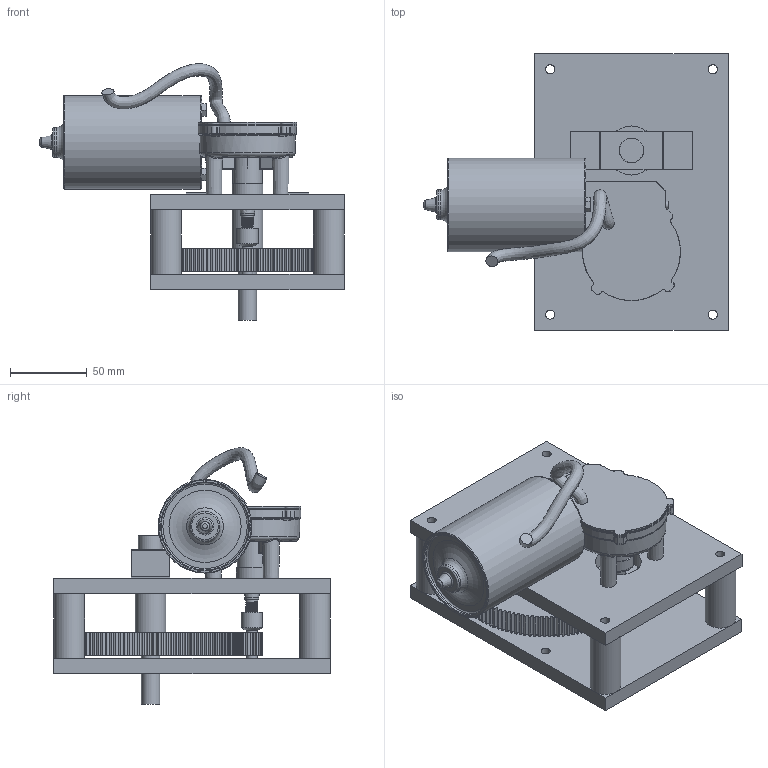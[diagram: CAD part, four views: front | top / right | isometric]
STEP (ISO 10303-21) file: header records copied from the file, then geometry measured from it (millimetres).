
FILE_DESCRIPTION(/* description */ (''),/* implementation_level */ '2;1');
FILE_NAME(/* name */ 'Ferdig girboksSTP.stp',/* time_stamp */ '2015-04-08T10:51:06+02:00',/* author */ (''),/* organization */ (''),/* preprocessor_version */ 'ST-DEVELOPER v15',/* originating_system */ 'SIEMENS PLM Software NX 9.0',/* authorisation */ '');
FILE_SCHEMA (('CONFIG_CONTROL_DESIGN'));
Length unit declared in the file: millimetre
Products named in the file (13): Potmeter; EnkeltFestePot; Jostein; Liten spacer; Tannhjul_stor (1); Tannhjul_liten (1); Aksling_stor; AkslingMedSkjot; Girboksplate_utside; Spacer; Girboksplate_innside_alene; EnkeltPotMedPot; Ferdig girboks
Assembly tree (15 placements, depth 3):
  Ferdig girboks
    Girboksplate_innside_alene
    Spacer  x4
    Girboksplate_utside
    AkslingMedSkjot
    Aksling_stor
    Tannhjul_liten (1)
    Tannhjul_stor (1)
    Liten spacer
    Jostein
    EnkeltPotMedPot
      EnkeltFestePot
      Potmeter
Bounding box: 198.25 x 180 x 167.24 mm (x, y, z)
Volume: 1029029.1 mm3; surface area: 242423.6 mm2
Topology: 26 solids, 26 shells, 1144 faces, 2955 edges, 1851 vertices
Faces by surface type: cylinder 442, plane 247, torus 246, extrusion 132, bspline 53, cone 14, sphere 10
Full cylindrical faces by diameter (mm): 5 x1, 6 x23, 7 x2, 8 x7, 10 x3, 12 x3, 13.963 x1, 16 x1, 19 x3, 19.441 x1, 20 x6, 30 x1, 32 x2, 57 x1, 61 x1
Entity records: 41830 total; most frequent: CARTESIAN_POINT 12387, DIRECTION 6331, ORIENTED_EDGE 5600, EDGE_CURVE 2800, AXIS2_PLACEMENT_3D 2630, VERTEX_POINT 1808, EDGE_LOOP 1262, CIRCLE 1234
